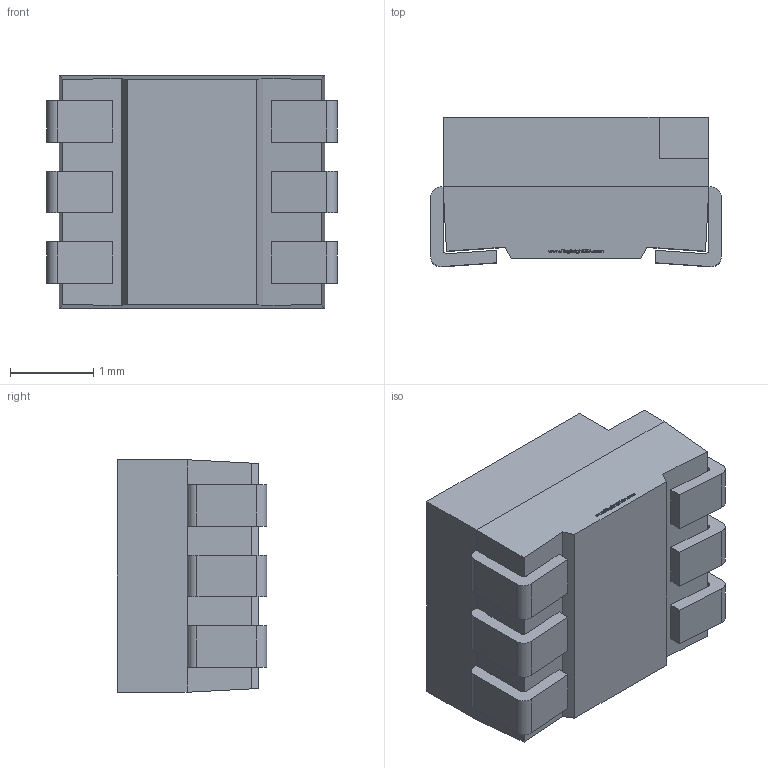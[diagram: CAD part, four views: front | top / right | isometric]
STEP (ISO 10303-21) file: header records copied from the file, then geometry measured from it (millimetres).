
FILE_DESCRIPTION (( 'STEP AP214' ), '1' );
FILE_NAME ('AAAF3529.STEP', '2012-10-16T18:23:58', ( 'admin' ), ( '' ), 'SwSTEP 2.0', 'SolidWorks 2008', '' );
FILE_SCHEMA (( 'AUTOMOTIVE_DESIGN' ));
Length unit declared in the file: millimetre
Products named in the file (1): AAAF3529
Bounding box: 3.5 x 1.8 x 2.8 mm (x, y, z)
Volume: 11.2 mm3; surface area: 54.9 mm2
Topology: 3 solids, 3 shells, 384 faces, 1035 edges, 686 vertices
Faces by surface type: plane 240, bspline 116, cylinder 24, cone 4
Entity records: 21176 total; most frequent: CARTESIAN_POINT 8494, ORIENTED_EDGE 2070, DIRECTION 1397, EDGE_CURVE 1035, VECTOR 747, LINE 747, VERTEX_POINT 686, EDGE_LOOP 413
